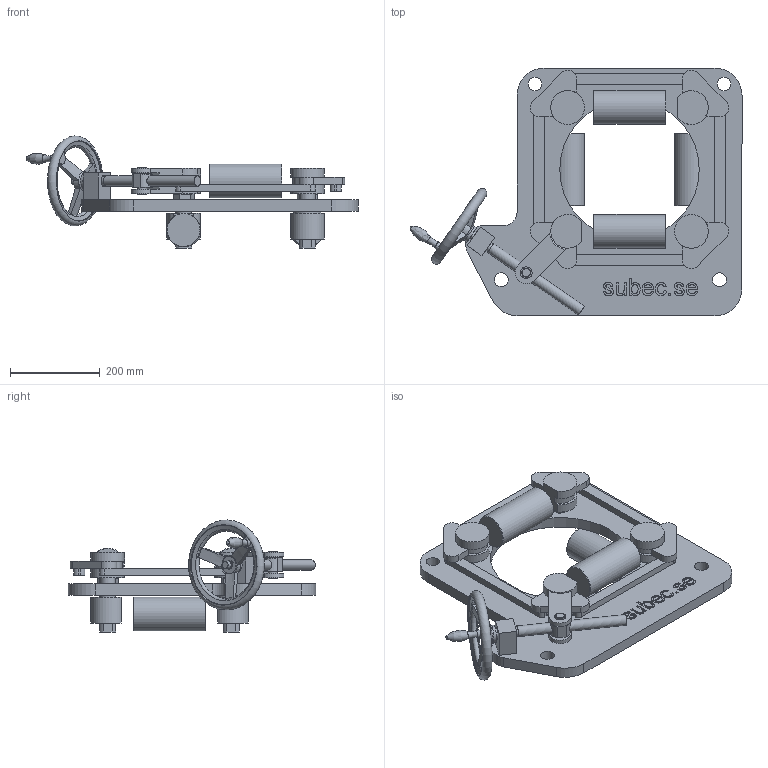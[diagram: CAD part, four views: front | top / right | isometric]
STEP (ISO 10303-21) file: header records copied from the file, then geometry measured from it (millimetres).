
FILE_DESCRIPTION (( 'STEP AP203' ), '1' );
FILE_NAME ('250225 STEP 3-400927-00_9134.STEP', '2025-02-25T07:26:52', ( '' ), ( '' ), 'SwSTEP 2.0', 'SolidWorks 2024', '' );
FILE_SCHEMA (( 'CONFIG_CONTROL_DESIGN' ));
Length unit declared in the file: millimetre
Products named in the file (1): 250225 STEP 3-400927-00_9134
Bounding box: 737.89 x 550 x 248.95 mm (x, y, z)
Volume: 11062302.3 mm3; surface area: 1209994.2 mm2
Topology: 32 solids, 32 shells, 472 faces, 1142 edges, 762 vertices
Faces by surface type: plane 230, cylinder 127, bspline 75, cone 23, torus 16, sphere 1
Full cylindrical faces by diameter (mm): 12 x2, 13 x1, 16 x2, 18 x1, 20 x3, 22 x6, 24 x3, 26 x3, 30 x3, 31 x2, 32 x1, 35 x3, 38 x2, 39 x2, 40.5 x1, 60 x1, 65 x2, 75 x8, 178 x2, 310 x1
Entity records: 18614 total; most frequent: CARTESIAN_POINT 8256, ORIENTED_EDGE 2104, DIRECTION 1876, EDGE_CURVE 1052, VERTEX_POINT 746, AXIS2_PLACEMENT_3D 671, EDGE_LOOP 618, LINE 534
